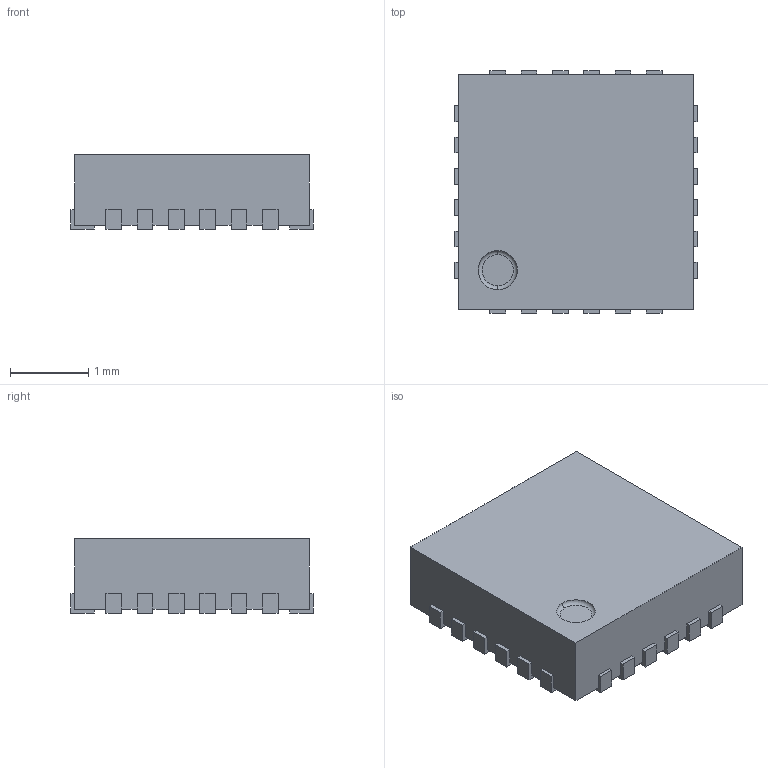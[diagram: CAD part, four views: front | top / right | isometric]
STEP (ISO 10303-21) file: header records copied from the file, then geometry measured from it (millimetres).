
FILE_DESCRIPTION(('FreeCAD Model'),'2;1');
FILE_NAME( 'MPU_6500.step', '2017-09-10T02:29:00',('kicad StepUp'),('ksu MCAD'), 'Open CASCADE STEP processor 6.8','FreeCAD','Unknown');
FILE_SCHEMA(('AUTOMOTIVE_DESIGN_CC2 { 1 2 10303 214 -1 1 5 4 }'));
Length unit declared in the file: millimetre
Products named in the file (2): ASSEMBLY; MPU_6500
Assembly tree (1 placements, depth 2):
  ASSEMBLY
    MPU_6500
Bounding box: 3.1 x 3.1 x 0.95 mm (x, y, z)
Volume: 8.2 mm3; surface area: 31 mm2
Topology: 1 solids, 1 shells, 153 faces, 450 edges, 300 vertices
Faces by surface type: plane 151, torus 2
Entity records: 6093 total; most frequent: CARTESIAN_POINT 905, ORIENTED_EDGE 900, DIRECTION 766, EDGE_CURVE 450, LINE 444, VECTOR 444, VERTEX_POINT 300, AXIS2_PLACEMENT_3D 161
